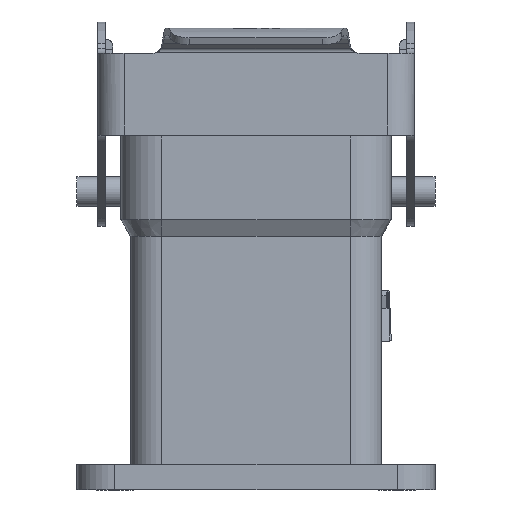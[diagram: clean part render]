
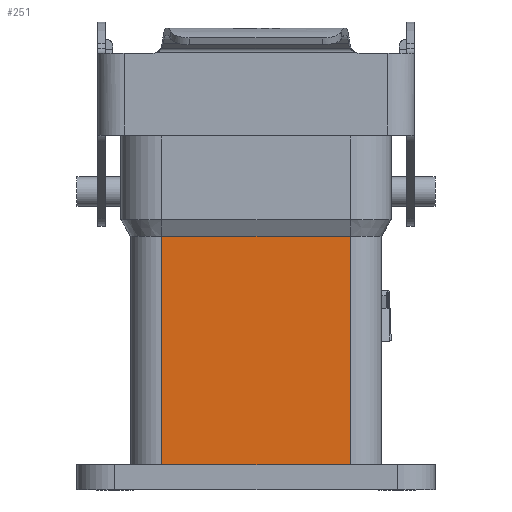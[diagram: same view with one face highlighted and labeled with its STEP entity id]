
A CAD part, left-side view. The second image highlights one B-rep face of the part: STEP entity #251.
In plain terms, the highlighted planar face has unit normal (-1, 0, 0).
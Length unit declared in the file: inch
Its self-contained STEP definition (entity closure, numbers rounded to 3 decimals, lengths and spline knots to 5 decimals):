
#148 = LINE ( 'NONE', #15295, #6654 ) ;
#251 = ADVANCED_FACE ( 'NONE', ( #7974 ), #13018, .F. ) ;
#569 = EDGE_LOOP ( 'NONE', ( #10032, #8566, #12942, #8115 ) ) ;
#1169 = CARTESIAN_POINT ( 'NONE',  ( -1.37795, 0.59055, -0.85819 ) ) ;
#1248 = DIRECTION ( 'NONE',  ( 0., -1., 0. ) ) ;
#1944 = VERTEX_POINT ( 'NONE', #12609 ) ;
#2679 = EDGE_CURVE ( 'NONE', #2762, #8718, #7218, .T. ) ;
#2762 = VERTEX_POINT ( 'NONE', #15384 ) ;
#3758 = VECTOR ( 'NONE', #1248, 39.37008 ) ;
#6654 = VECTOR ( 'NONE', #12655, 39.37008 ) ;
#7218 = LINE ( 'NONE', #14804, #10397 ) ;
#7974 = FACE_OUTER_BOUND ( 'NONE', #569, .T. ) ;
#8115 = ORIENTED_EDGE ( 'NONE', *, *, #16057, .F. ) ;
#8566 = ORIENTED_EDGE ( 'NONE', *, *, #11723, .F. ) ;
#8718 = VERTEX_POINT ( 'NONE', #15203 ) ;
#10032 = ORIENTED_EDGE ( 'NONE', *, *, #12758, .F. ) ;
#10207 = CARTESIAN_POINT ( 'NONE',  ( -1.37795, 0.59055, -0.85819 ) ) ;
#10397 = VECTOR ( 'NONE', #12249, 39.37008 ) ;
#10466 = DIRECTION ( 'NONE',  ( 1., 0., 0. ) ) ;
#11193 = VECTOR ( 'NONE', #15635, 39.37008 ) ;
#11395 = LINE ( 'NONE', #14029, #11193 ) ;
#11723 = EDGE_CURVE ( 'NONE', #8718, #13312, #148, .T. ) ;
#11772 = DIRECTION ( 'NONE',  ( 0., 0., -1. ) ) ;
#12249 = DIRECTION ( 'NONE',  ( 0., 1., 0. ) ) ;
#12360 = LINE ( 'NONE', #1169, #3758 ) ;
#12609 = CARTESIAN_POINT ( 'NONE',  ( -1.37795, -0.59055, -0.85819 ) ) ;
#12655 = DIRECTION ( 'NONE',  ( 0., 0., 1. ) ) ;
#12758 = EDGE_CURVE ( 'NONE', #13312, #1944, #12360, .T. ) ;
#12942 = ORIENTED_EDGE ( 'NONE', *, *, #2679, .F. ) ;
#13018 = PLANE ( 'NONE',  #13853 ) ;
#13312 = VERTEX_POINT ( 'NONE', #10207 ) ;
#13853 = AXIS2_PLACEMENT_3D ( 'NONE', #15491, #10466, #11772 ) ;
#14029 = CARTESIAN_POINT ( 'NONE',  ( -1.37795, -0.59055, -0.75591 ) ) ;
#14804 = CARTESIAN_POINT ( 'NONE',  ( -1.37795, -1.12205, -2.29134 ) ) ;
#15203 = CARTESIAN_POINT ( 'NONE',  ( -1.37795, 0.59055, -2.29134 ) ) ;
#15295 = CARTESIAN_POINT ( 'NONE',  ( -1.37795, 0.59055, -0.75591 ) ) ;
#15384 = CARTESIAN_POINT ( 'NONE',  ( -1.37795, -0.59055, -2.29134 ) ) ;
#15491 = CARTESIAN_POINT ( 'NONE',  ( -1.37795, 0.59055, -0.75591 ) ) ;
#15635 = DIRECTION ( 'NONE',  ( 0., 0., -1. ) ) ;
#16057 = EDGE_CURVE ( 'NONE', #1944, #2762, #11395, .T. ) ;
